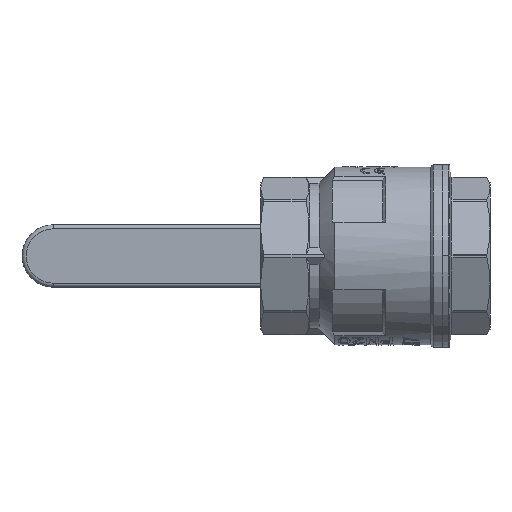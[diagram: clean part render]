
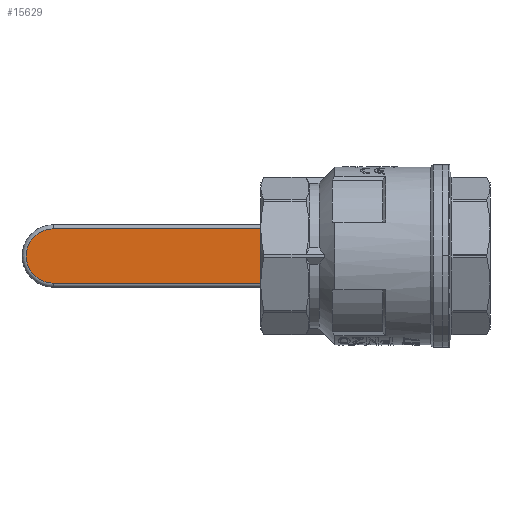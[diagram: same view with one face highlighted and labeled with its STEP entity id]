
A CAD part, front view. The second image highlights one B-rep face of the part: STEP entity #15629.
In plain terms, the highlighted planar face has unit normal (0, -1, 0).
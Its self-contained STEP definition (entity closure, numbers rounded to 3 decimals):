
#974=CIRCLE('',#16993,10.);
#1723=LINE('',#56599,#2529);
#1725=LINE('',#56611,#2531);
#1785=LINE('',#56786,#2591);
#2529=VECTOR('',#20275,1000.);
#2531=VECTOR('',#20289,1000.);
#2591=VECTOR('',#20405,1000.);
#2977=PLANE('',#17024);
#8336=ORIENTED_EDGE('',*,*,#10900,.T.);
#8337=ORIENTED_EDGE('',*,*,#10822,.T.);
#8338=ORIENTED_EDGE('',*,*,#10819,.T.);
#8339=ORIENTED_EDGE('',*,*,#10816,.T.);
#10816=EDGE_CURVE('',#12446,#12444,#1723,.T.);
#10819=EDGE_CURVE('',#12448,#12446,#974,.T.);
#10822=EDGE_CURVE('',#12450,#12448,#1725,.T.);
#10900=EDGE_CURVE('',#12444,#12450,#1785,.T.);
#12444=VERTEX_POINT('',#56590);
#12446=VERTEX_POINT('',#56596);
#12448=VERTEX_POINT('',#56602);
#12450=VERTEX_POINT('',#56608);
#13742=EDGE_LOOP('',(#8336,#8337,#8338,#8339));
#14695=FACE_BOUND('',#13742,.T.);
#15629=ADVANCED_FACE('',(#14695),#2977,.F.);
#16993=AXIS2_PLACEMENT_3D('',#56605,#20282,#20283);
#17024=AXIS2_PLACEMENT_3D('',#56788,#20407,#20408);
#20275=DIRECTION('',(-1.,0.,0.));
#20282=DIRECTION('',(0.,-1.,0.));
#20283=DIRECTION('',(0.,0.,1.));
#20289=DIRECTION('',(1.,0.,0.));
#20405=DIRECTION('',(0.,0.,-1.));
#20407=DIRECTION('',(0.,1.,0.));
#20408=DIRECTION('',(0.,0.,1.));
#56590=CARTESIAN_POINT('',(41.958,13.,10.));
#56596=CARTESIAN_POINT('',(118.5,13.,10.));
#56599=CARTESIAN_POINT('',(41.958,13.,10.));
#56602=CARTESIAN_POINT('',(118.5,13.,-10.));
#56605=CARTESIAN_POINT('',(118.5,13.,0.));
#56608=CARTESIAN_POINT('',(41.958,13.,-10.));
#56611=CARTESIAN_POINT('',(118.5,13.,-10.));
#56786=CARTESIAN_POINT('',(41.958,13.,40.));
#56788=CARTESIAN_POINT('',(37.,13.,40.));
